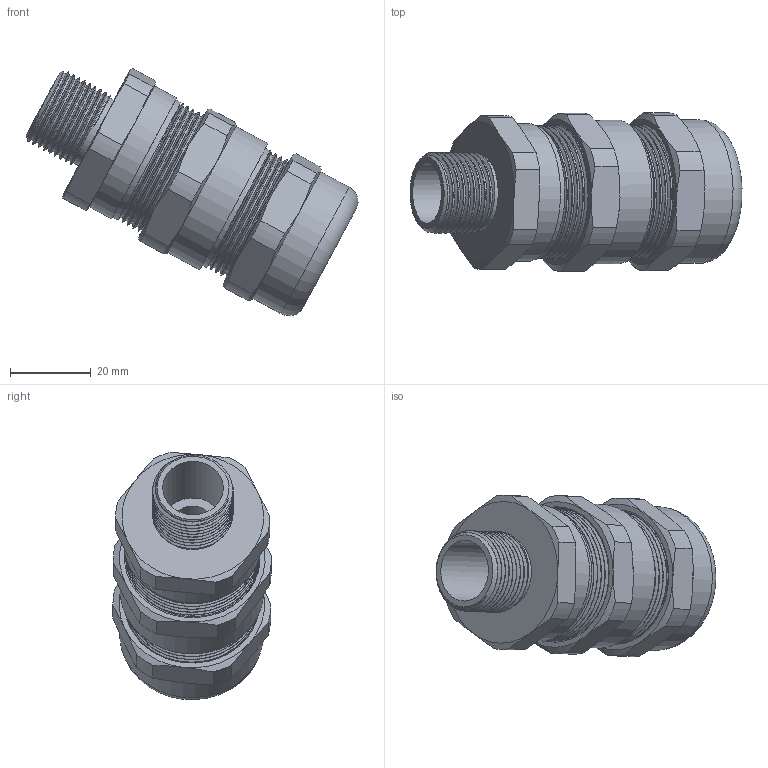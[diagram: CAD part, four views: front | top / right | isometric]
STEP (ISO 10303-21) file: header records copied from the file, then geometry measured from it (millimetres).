
FILE_DESCRIPTION(/* description */ ('RAD Ex M 20x1,5'),/* implementation_level */ '2;1');
FILE_NAME(/* name */ 'RAD25M20KNP-RST.stp',/* time_stamp */ '2020-03-19T14:22:44+01:00',/* author */ ('sl'),/* organization */ (''),/* preprocessor_version */ 'ST-DEVELOPER v16.5',/* originating_system */ 'Autodesk Inventor 2017',/* authorisation */ '');
FILE_SCHEMA (('AUTOMOTIVE_DESIGN { 1 0 10303 214 3 1 1 }'));
Length unit declared in the file: millimetre
Products named in the file (9): RAD25M20KNP; RAD25M20KNP_1; RAD25M20KNP_2; RAD25M20KNP_3; RAD25M20KNP_4; RAD25M20KNP_5; RAD25M20KNP_6; RAD25M20KNP_7; RAD25M20KNP_8
Assembly tree (8 placements, depth 2):
  RAD25M20KNP
    RAD25M20KNP_1
    RAD25M20KNP_2
    RAD25M20KNP_3
    RAD25M20KNP_4
    RAD25M20KNP_5
    RAD25M20KNP_6
    RAD25M20KNP_7
    RAD25M20KNP_8
Bounding box: 81.99 x 39.14 x 61.05 mm (x, y, z)
Volume: 42394.2 mm3; surface area: 33263.3 mm2
Topology: 8 solids, 8 shells, 202 faces, 468 edges, 294 vertices
Faces by surface type: cylinder 80, cone 51, plane 51, bspline 10, torus 10
Full cylindrical faces by diameter (mm): 10.45 x1, 14.97 x1, 18.408 x9, 19 x1, 19.44 x1, 21.44 x1, 24.52 x1, 24.99 x1, 25.07 x1, 28.45 x1, 28.57 x1, 29 x1, 30 x1, 30.05 x1, 30.64 x2, 31.23 x7, 31.36 x6, 32.86 x5, 32.97 x7, 34 x1, 35.5 x1, 35.53 x1
Entity records: 11217 total; most frequent: CARTESIAN_POINT 7713, DIRECTION 706, ORIENTED_EDGE 616, AXIS2_PLACEMENT_3D 335, EDGE_CURVE 308, EDGE_LOOP 244, VERTEX_POINT 216, FACE_OUTER_BOUND 168
